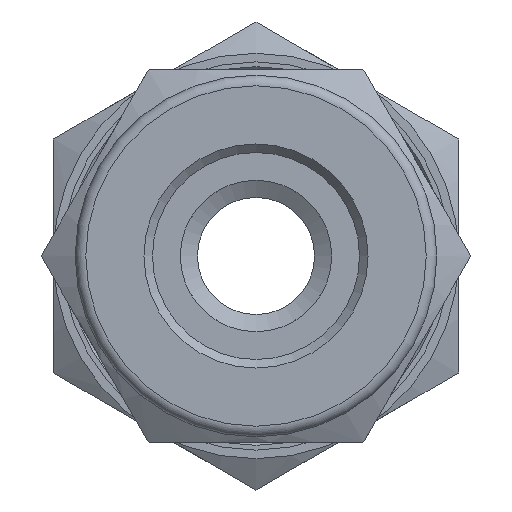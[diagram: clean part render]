
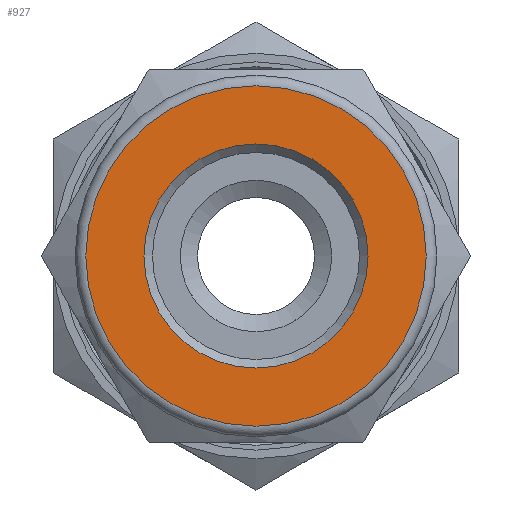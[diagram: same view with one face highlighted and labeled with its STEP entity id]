
A CAD part, left-side view. The second image highlights one B-rep face of the part: STEP entity #927.
In plain terms, the highlighted planar face has unit normal (-1, 0, 0).
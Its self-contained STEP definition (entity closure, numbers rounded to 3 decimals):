
#60=FACE_BOUND('',#228,.T.);
#92=CIRCLE('',#1023,8.);
#107=CIRCLE('',#1051,5.265);
#161=FACE_OUTER_BOUND('',#227,.T.);
#227=EDGE_LOOP('',(#758));
#228=EDGE_LOOP('',(#759));
#416=VERTEX_POINT('',#1531);
#429=VERTEX_POINT('',#1581);
#519=EDGE_CURVE('',#416,#416,#92,.T.);
#543=EDGE_CURVE('',#429,#429,#107,.T.);
#758=ORIENTED_EDGE('',*,*,#519,.F.);
#759=ORIENTED_EDGE('',*,*,#543,.T.);
#881=PLANE('',#1052);
#927=ADVANCED_FACE('',(#161,#60),#881,.T.);
#1023=AXIS2_PLACEMENT_3D('',#1533,#1216,#1217);
#1051=AXIS2_PLACEMENT_3D('',#1583,#1281,#1282);
#1052=AXIS2_PLACEMENT_3D('',#1584,#1283,#1284);
#1216=DIRECTION('center_axis',(1.,0.,0.));
#1217=DIRECTION('ref_axis',(0.,0.,-1.));
#1281=DIRECTION('center_axis',(1.,0.,0.));
#1282=DIRECTION('ref_axis',(0.,0.,-1.));
#1283=DIRECTION('center_axis',(-1.,0.,0.));
#1284=DIRECTION('ref_axis',(0.,0.,1.));
#1531=CARTESIAN_POINT('',(-0.005,0.,8.));
#1533=CARTESIAN_POINT('Origin',(-0.005,0.,
0.));
#1581=CARTESIAN_POINT('',(-0.005,-5.265,0.));
#1583=CARTESIAN_POINT('Origin',(-0.005,0.,
0.));
#1584=CARTESIAN_POINT('Origin',(-0.005,8.,0.));
